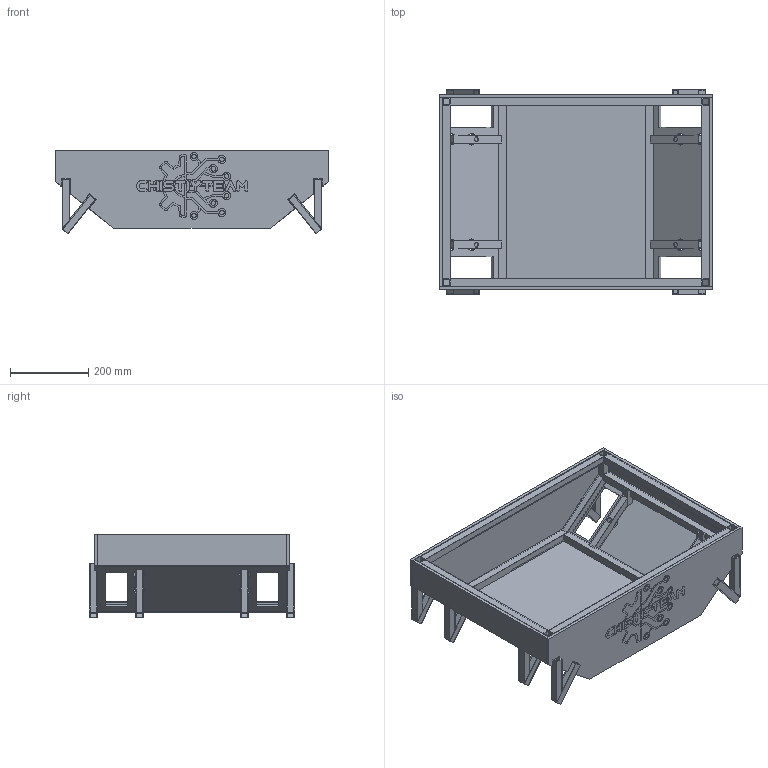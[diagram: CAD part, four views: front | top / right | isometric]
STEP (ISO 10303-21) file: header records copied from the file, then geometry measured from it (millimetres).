
FILE_DESCRIPTION(/* description */ (''),/* implementation_level */ '2;1');
FILE_NAME(/* name */ 'ChistiyTransporterHub v28.step',/* time_stamp */ '2025-11-02T10:51:00+03:00',/* author */ (''),/* organization */ (''),/* preprocessor_version */ 'ST-DEVELOPER v20.1',/* originating_system */ 'Autodesk Translation Framework v14.17.0.0',/* authorisation */ '');
FILE_SCHEMA (('AUTOMOTIVE_DESIGN { 1 0 10303 214 3 1 1 }'));
Products named in the file (1): ChistiyTransporterHub
Bounding box: 700 x 524 x 214.43 mm (x, y, z)
Volume: 6327887.5 mm3; surface area: 2569433.6 mm2
Topology: 45 solids, 45 shells, 1158 faces, 3144 edges, 2094 vertices
Faces by surface type: plane 940, cylinder 170, bspline 48
Full cylindrical faces by diameter (mm): 11.528 x4, 11.677 x4, 11.846 x4, 11.85 x4, 12.2 x8, 30 x8
Entity records: 50735 total; most frequent: CARTESIAN_POINT 21335, ORIENTED_EDGE 6288, DIRECTION 5634, EDGE_CURVE 3144, LINE 2636, VECTOR 2636, VERTEX_POINT 2094, AXIS2_PLACEMENT_3D 1499
